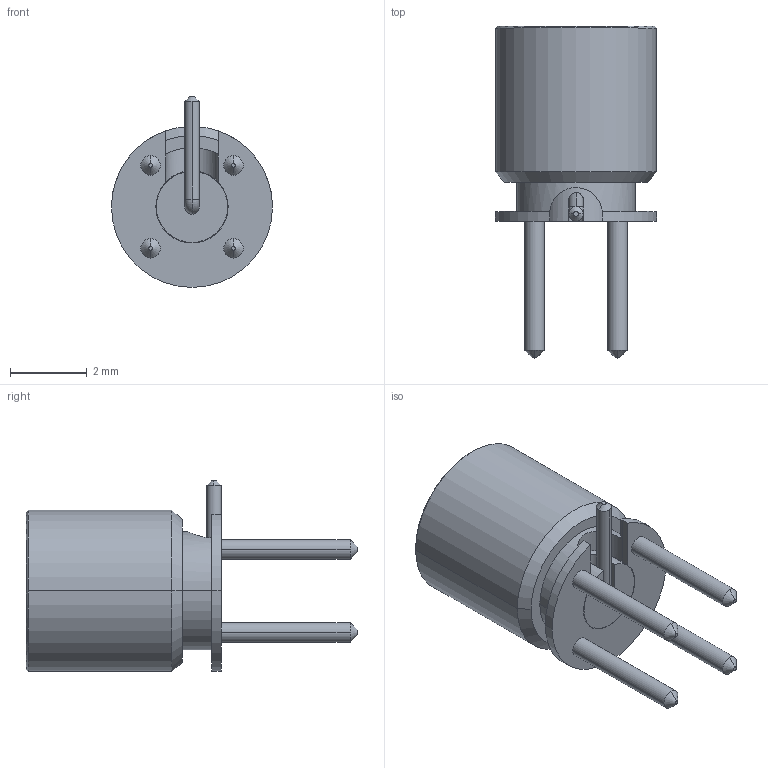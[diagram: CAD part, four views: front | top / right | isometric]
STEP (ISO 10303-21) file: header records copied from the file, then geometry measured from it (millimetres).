
FILE_DESCRIPTION (( 'STEP AP203' ), '1' );
FILE_NAME ('PE44965.step', '2019-05-21T14:53:02', ( '' ), ( '' ), 'SwSTEP 2.0', 'SolidWorks 2018', '' );
FILE_SCHEMA (( 'CONFIG_CONTROL_DESIGN' ));
Length unit declared in the file: inch
Products named in the file (1): PE44965
Bounding box: 4.19 x 8.64 x 4.97 mm (x, y, z)
Volume: 42.3 mm3; surface area: 199.4 mm2
Topology: 2 solids, 3 shells, 84 faces, 190 edges, 119 vertices
Faces by surface type: cylinder 39, plane 21, cone 20, sphere 2, torus 2
Entity records: 2458 total; most frequent: DIRECTION 456, CARTESIAN_POINT 436, ORIENTED_EDGE 372, AXIS2_PLACEMENT_3D 191, EDGE_CURVE 186, VERTEX_POINT 117, CIRCLE 106, EDGE_LOOP 93
